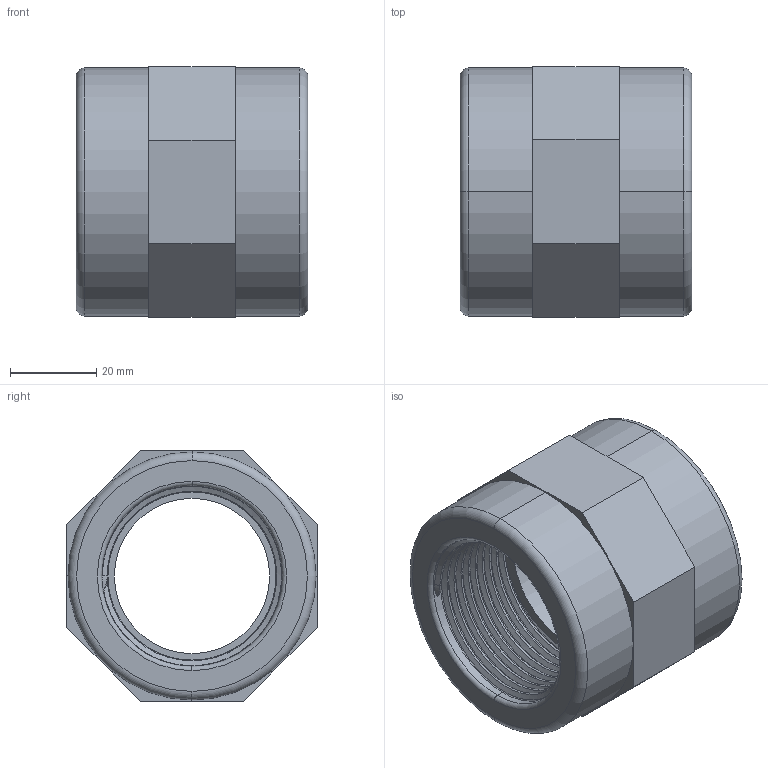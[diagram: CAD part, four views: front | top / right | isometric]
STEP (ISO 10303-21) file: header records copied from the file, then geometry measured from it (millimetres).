
FILE_DESCRIPTION (( 'STEP AP203' ), '1' );
FILE_NAME ('00230_0909.STEP', '2017-05-17T12:50:12', ( '' ), ( '' ), 'SwSTEP 2.0', 'SolidWorks 2011', '' );
FILE_SCHEMA (( 'CONFIG_CONTROL_DESIGN' ));
Length unit declared in the file: millimetre
Products named in the file (1): 00230_0909
Bounding box: 53.7 x 58 x 58 mm (x, y, z)
Volume: 74846.2 mm3; surface area: 23700.6 mm2
Topology: 1 solids, 1 shells, 85 faces, 221 edges, 142 vertices
Faces by surface type: cylinder 47, plane 14, torus 12, bspline 8, cone 4
Entity records: 9893 total; most frequent: CARTESIAN_POINT 8011, ORIENTED_EDGE 442, DIRECTION 320, EDGE_CURVE 221, VERTEX_POINT 142, AXIS2_PLACEMENT_3D 123, EDGE_LOOP 91, ADVANCED_FACE 85
